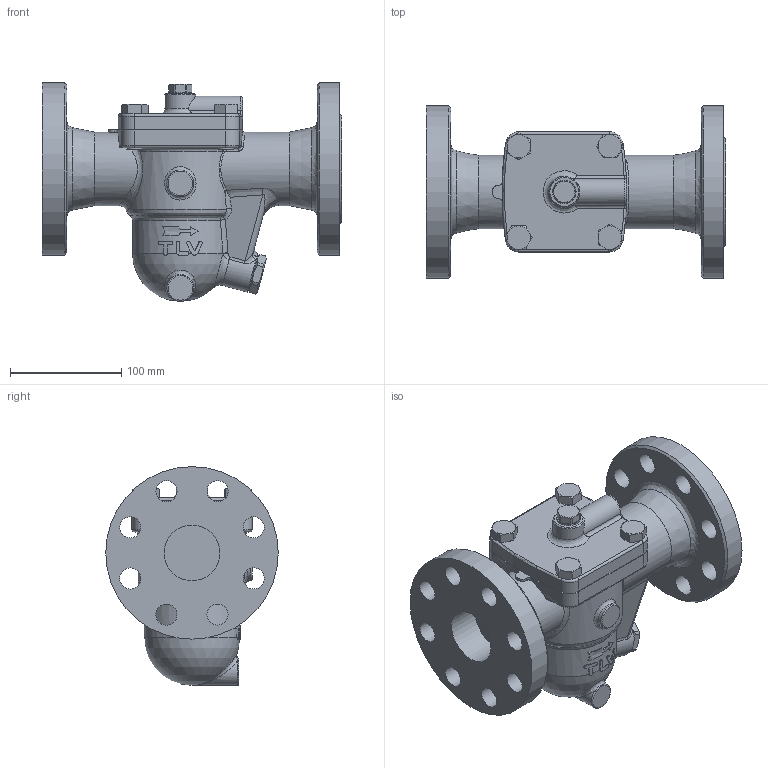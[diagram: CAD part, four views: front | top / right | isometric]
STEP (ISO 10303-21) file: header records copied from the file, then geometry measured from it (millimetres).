
FILE_DESCRIPTION((''),'2;1');
FILE_NAME('j5x00-050-jis20-00.stp','2010-09-28T13:31:44',('nakaot'),(''),'Autodesk Inventor 2008','Autodesk Inventor 2008','');
FILE_SCHEMA(('AUTOMOTIVE_DESIGN { 1 0 10303 214 1 1 1 1 }'));
Length unit declared in the file: millimetre
Products named in the file (1): j5x00-050-jis20-00
Bounding box: 269 x 155 x 196.5 mm (x, y, z)
Volume: 2379666.1 mm3; surface area: 223648 mm2
Topology: 1 solids, 1 shells, 340 faces, 848 edges, 521 vertices
Faces by surface type: plane 96, bspline 92, cylinder 72, cone 62, torus 17, sphere 1
Full cylindrical faces by diameter (mm): 14 x8, 19 x8, 21 x1, 24 x1, 28 x1, 50 x1, 66 x2, 77 x1, 155 x1
Entity records: 21827 total; most frequent: CARTESIAN_POINT 14786, ORIENTED_EDGE 1520, DIRECTION 1318, EDGE_CURVE 760, AXIS2_PLACEMENT_3D 586, VERTEX_POINT 492, EDGE_LOOP 450, FACE_OUTER_BOUND 340
